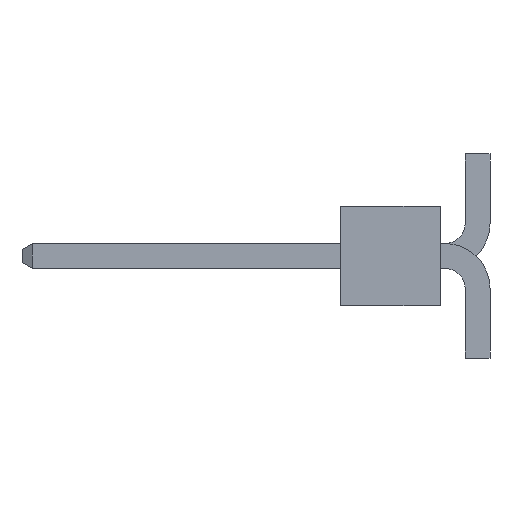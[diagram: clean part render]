
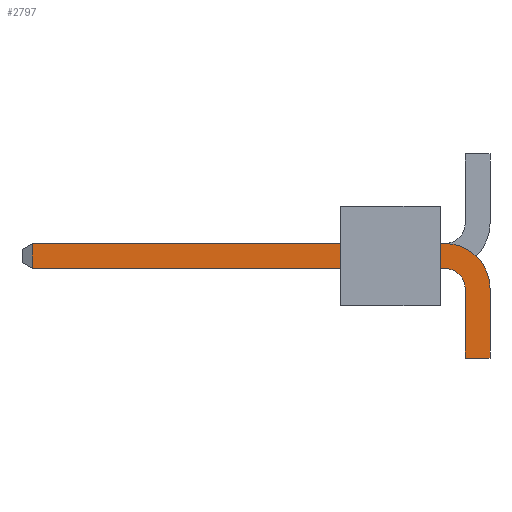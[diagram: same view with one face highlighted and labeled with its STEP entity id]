
A CAD part, left-side view. The second image highlights one B-rep face of the part: STEP entity #2797.
In plain terms, the highlighted planar face has unit normal (-1, 0, 0).
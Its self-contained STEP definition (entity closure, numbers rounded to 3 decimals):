
#4 = CARTESIAN_POINT ( 'NONE',  ( -4.128, 11.938, 0.318 ) ) ;
#5 = CARTESIAN_POINT ( 'NONE',  ( -4.128, 0., 2.603 ) ) ;
#14 = AXIS2_PLACEMENT_3D ( 'NONE', #1950, #192, #2257 ) ;
#20 = DIRECTION ( 'NONE',  ( 0., 0., -1. ) ) ;
#92 = VECTOR ( 'NONE', #599, 1000. ) ;
#192 = DIRECTION ( 'NONE',  ( 1., 0., 0. ) ) ;
#228 = CARTESIAN_POINT ( 'NONE',  ( -4.128, 2.54, -0.368 ) ) ;
#232 = VERTEX_POINT ( 'NONE', #331 ) ;
#254 = CARTESIAN_POINT ( 'NONE',  ( -4.128, 1.143, -0.318 ) ) ;
#274 = VECTOR ( 'NONE', #3238, 1000. ) ;
#276 = EDGE_CURVE ( 'NONE', #847, #2199, #1876, .T. ) ;
#331 = CARTESIAN_POINT ( 'NONE',  ( -4.128, 2.667, -0.368 ) ) ;
#410 = VECTOR ( 'NONE', #2568, 1000. ) ;
#437 = DIRECTION ( 'NONE',  ( 1., 0., 0. ) ) ;
#477 = CARTESIAN_POINT ( 'NONE',  ( -4.128, 2.667, 0.368 ) ) ;
#485 = VERTEX_POINT ( 'NONE', #3002 ) ;
#525 = ORIENTED_EDGE ( 'NONE', *, *, #2785, .F. ) ;
#547 = DIRECTION ( 'NONE',  ( 0., 1., 0. ) ) ;
#569 = VECTOR ( 'NONE', #1316, 1000. ) ;
#575 = CARTESIAN_POINT ( 'NONE',  ( -4.128, 2.667, -0.368 ) ) ;
#599 = DIRECTION ( 'NONE',  ( 0., -1., 0. ) ) ;
#612 = ORIENTED_EDGE ( 'NONE', *, *, #276, .F. ) ;
#684 = EDGE_LOOP ( 'NONE', ( #802, #1835, #3612, #2654, #971, #2879, #2765, #2861, #2381, #2846, #612, #1264, #1762, #525, #1086, #3525 ) ) ;
#722 = CARTESIAN_POINT ( 'NONE',  ( -4.128, 2.54, 0.368 ) ) ;
#735 = EDGE_CURVE ( 'NONE', #3409, #3065, #2407, .T. ) ;
#743 = LINE ( 'NONE', #863, #3172 ) ;
#802 = ORIENTED_EDGE ( 'NONE', *, *, #2008, .F. ) ;
#846 = EDGE_CURVE ( 'NONE', #3085, #3495, #2939, .T. ) ;
#847 = VERTEX_POINT ( 'NONE', #3736 ) ;
#850 = CARTESIAN_POINT ( 'NONE',  ( -4.128, 2.667, 0.318 ) ) ;
#863 = CARTESIAN_POINT ( 'NONE',  ( -4.128, 0.635, -2.603 ) ) ;
#868 = CIRCLE ( 'NONE', #14, 0.508 ) ;
#888 = CARTESIAN_POINT ( 'NONE',  ( -4.128, 0.635, -0.825 ) ) ;
#930 = VERTEX_POINT ( 'NONE', #1403 ) ;
#962 = LINE ( 'NONE', #722, #3307 ) ;
#971 = ORIENTED_EDGE ( 'NONE', *, *, #2202, .F. ) ;
#973 = LINE ( 'NONE', #1853, #1747 ) ;
#1030 = VERTEX_POINT ( 'NONE', #888 ) ;
#1051 = VECTOR ( 'NONE', #2197, 1000. ) ;
#1086 = ORIENTED_EDGE ( 'NONE', *, *, #3766, .F. ) ;
#1089 = LINE ( 'NONE', #2282, #410 ) ;
#1123 = CARTESIAN_POINT ( 'NONE',  ( -4.128, 11.678, 0.318 ) ) ;
#1218 = CARTESIAN_POINT ( 'NONE',  ( -4.128, 1.143, -0.825 ) ) ;
#1264 = ORIENTED_EDGE ( 'NONE', *, *, #3174, .T. ) ;
#1274 = CARTESIAN_POINT ( 'NONE',  ( -4.128, 2.54, -0.368 ) ) ;
#1316 = DIRECTION ( 'NONE',  ( 0., 0., -1. ) ) ;
#1318 = EDGE_CURVE ( 'NONE', #232, #485, #2541, .T. ) ;
#1339 = CARTESIAN_POINT ( 'NONE',  ( -4.128, 2.667, 0.368 ) ) ;
#1350 = CARTESIAN_POINT ( 'NONE',  ( -4.128, 2.54, 0.318 ) ) ;
#1403 = CARTESIAN_POINT ( 'NONE',  ( -4.128, 2.54, 0.368 ) ) ;
#1540 = DIRECTION ( 'NONE',  ( 0., 0., -1. ) ) ;
#1614 = DIRECTION ( 'NONE',  ( 0., 0., -1. ) ) ;
#1648 = LINE ( 'NONE', #2976, #92 ) ;
#1725 = EDGE_CURVE ( 'NONE', #2199, #1824, #1089, .T. ) ;
#1747 = VECTOR ( 'NONE', #1540, 1000. ) ;
#1762 = ORIENTED_EDGE ( 'NONE', *, *, #2467, .F. ) ;
#1769 = DIRECTION ( 'NONE',  ( 0., 0., 1. ) ) ;
#1824 = VERTEX_POINT ( 'NONE', #2254 ) ;
#1834 = VECTOR ( 'NONE', #2950, 1000. ) ;
#1835 = ORIENTED_EDGE ( 'NONE', *, *, #2147, .T. ) ;
#1853 = CARTESIAN_POINT ( 'NONE',  ( -4.128, 11.678, 0. ) ) ;
#1876 = LINE ( 'NONE', #5, #1834 ) ;
#1906 = PLANE ( 'NONE',  #3649 ) ;
#1950 = CARTESIAN_POINT ( 'NONE',  ( -4.128, 1.143, -0.825 ) ) ;
#1985 = VECTOR ( 'NONE', #2149, 1000. ) ;
#2008 = EDGE_CURVE ( 'NONE', #2324, #3085, #2940, .T. ) ;
#2147 = EDGE_CURVE ( 'NONE', #2324, #3335, #973, .T. ) ;
#2149 = DIRECTION ( 'NONE',  ( 0., 1., 0. ) ) ;
#2162 = CARTESIAN_POINT ( 'NONE',  ( -4.128, 1.143, 0.318 ) ) ;
#2166 = CARTESIAN_POINT ( 'NONE',  ( -4.128, 0., -2.603 ) ) ;
#2197 = DIRECTION ( 'NONE',  ( 0., 1., 0. ) ) ;
#2199 = VERTEX_POINT ( 'NONE', #2166 ) ;
#2202 = EDGE_CURVE ( 'NONE', #2874, #232, #3080, .T. ) ;
#2226 = VECTOR ( 'NONE', #547, 1000. ) ;
#2254 = CARTESIAN_POINT ( 'NONE',  ( -4.128, 0.635, -2.603 ) ) ;
#2257 = DIRECTION ( 'NONE',  ( 0., 0., -1. ) ) ;
#2278 = AXIS2_PLACEMENT_3D ( 'NONE', #1218, #3292, #20 ) ;
#2282 = CARTESIAN_POINT ( 'NONE',  ( -4.128, 0., -2.603 ) ) ;
#2287 = DIRECTION ( 'NONE',  ( 0., 0., 1. ) ) ;
#2312 = VECTOR ( 'NONE', #2287, 1000. ) ;
#2324 = VERTEX_POINT ( 'NONE', #1123 ) ;
#2337 = EDGE_CURVE ( 'NONE', #485, #3335, #2897, .T. ) ;
#2373 = EDGE_CURVE ( 'NONE', #1824, #1030, #743, .T. ) ;
#2381 = ORIENTED_EDGE ( 'NONE', *, *, #2373, .F. ) ;
#2407 = LINE ( 'NONE', #2673, #1985 ) ;
#2467 = EDGE_CURVE ( 'NONE', #3458, #2622, #1648, .T. ) ;
#2541 = LINE ( 'NONE', #575, #3259 ) ;
#2560 = DIRECTION ( 'NONE',  ( 0., 0., -1. ) ) ;
#2568 = DIRECTION ( 'NONE',  ( 0., 1., 0. ) ) ;
#2622 = VERTEX_POINT ( 'NONE', #2162 ) ;
#2654 = ORIENTED_EDGE ( 'NONE', *, *, #1318, .F. ) ;
#2673 = CARTESIAN_POINT ( 'NONE',  ( -4.128, 1.143, -0.318 ) ) ;
#2680 = LINE ( 'NONE', #2822, #569 ) ;
#2765 = ORIENTED_EDGE ( 'NONE', *, *, #735, .F. ) ;
#2785 = EDGE_CURVE ( 'NONE', #930, #3458, #962, .T. ) ;
#2797 = ADVANCED_FACE ( 'NONE', ( #3711 ), #1906, .F. ) ;
#2822 = CARTESIAN_POINT ( 'NONE',  ( -4.128, 2.54, 0.368 ) ) ;
#2846 = ORIENTED_EDGE ( 'NONE', *, *, #1725, .F. ) ;
#2858 = CIRCLE ( 'NONE', #2278, 1.143 ) ;
#2861 = ORIENTED_EDGE ( 'NONE', *, *, #2904, .T. ) ;
#2874 = VERTEX_POINT ( 'NONE', #228 ) ;
#2879 = ORIENTED_EDGE ( 'NONE', *, *, #3462, .F. ) ;
#2897 = LINE ( 'NONE', #254, #2226 ) ;
#2904 = EDGE_CURVE ( 'NONE', #3409, #1030, #868, .T. ) ;
#2905 = DIRECTION ( 'NONE',  ( 0., 0., 1. ) ) ;
#2939 = LINE ( 'NONE', #3157, #2312 ) ;
#2940 = LINE ( 'NONE', #4, #274 ) ;
#2943 = LINE ( 'NONE', #1339, #3269 ) ;
#2950 = DIRECTION ( 'NONE',  ( 0., 0., -1. ) ) ;
#2976 = CARTESIAN_POINT ( 'NONE',  ( -4.128, 11.938, 0.318 ) ) ;
#3002 = CARTESIAN_POINT ( 'NONE',  ( -4.128, 2.667, -0.318 ) ) ;
#3065 = VERTEX_POINT ( 'NONE', #3195 ) ;
#3080 = LINE ( 'NONE', #1274, #1051 ) ;
#3085 = VERTEX_POINT ( 'NONE', #850 ) ;
#3105 = CARTESIAN_POINT ( 'NONE',  ( -4.128, 0., 0. ) ) ;
#3120 = CARTESIAN_POINT ( 'NONE',  ( -4.128, 1.143, -0.318 ) ) ;
#3157 = CARTESIAN_POINT ( 'NONE',  ( -4.128, 2.667, -0.368 ) ) ;
#3172 = VECTOR ( 'NONE', #2905, 1000. ) ;
#3174 = EDGE_CURVE ( 'NONE', #847, #2622, #2858, .T. ) ;
#3195 = CARTESIAN_POINT ( 'NONE',  ( -4.128, 2.54, -0.318 ) ) ;
#3238 = DIRECTION ( 'NONE',  ( 0., -1., 0. ) ) ;
#3259 = VECTOR ( 'NONE', #1769, 1000. ) ;
#3269 = VECTOR ( 'NONE', #3688, 1000. ) ;
#3292 = DIRECTION ( 'NONE',  ( -1., 0., 0. ) ) ;
#3307 = VECTOR ( 'NONE', #1614, 1000. ) ;
#3335 = VERTEX_POINT ( 'NONE', #3625 ) ;
#3409 = VERTEX_POINT ( 'NONE', #3120 ) ;
#3458 = VERTEX_POINT ( 'NONE', #1350 ) ;
#3462 = EDGE_CURVE ( 'NONE', #3065, #2874, #2680, .T. ) ;
#3495 = VERTEX_POINT ( 'NONE', #477 ) ;
#3525 = ORIENTED_EDGE ( 'NONE', *, *, #846, .F. ) ;
#3612 = ORIENTED_EDGE ( 'NONE', *, *, #2337, .F. ) ;
#3625 = CARTESIAN_POINT ( 'NONE',  ( -4.128, 11.678, -0.318 ) ) ;
#3649 = AXIS2_PLACEMENT_3D ( 'NONE', #3105, #437, #2560 ) ;
#3688 = DIRECTION ( 'NONE',  ( 0., -1., 0. ) ) ;
#3711 = FACE_OUTER_BOUND ( 'NONE', #684, .T. ) ;
#3736 = CARTESIAN_POINT ( 'NONE',  ( -4.128, 0., -0.825 ) ) ;
#3766 = EDGE_CURVE ( 'NONE', #3495, #930, #2943, .T. ) ;
